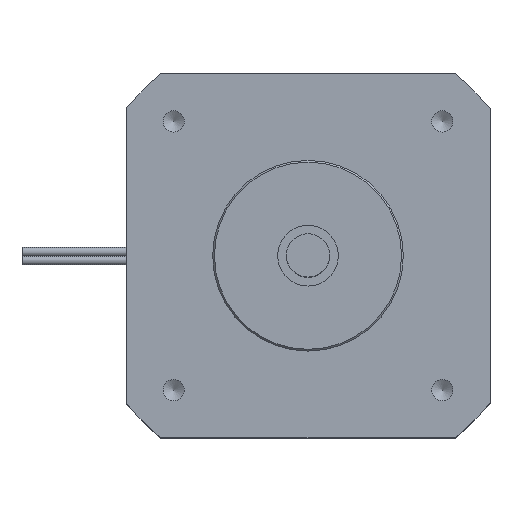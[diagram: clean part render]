
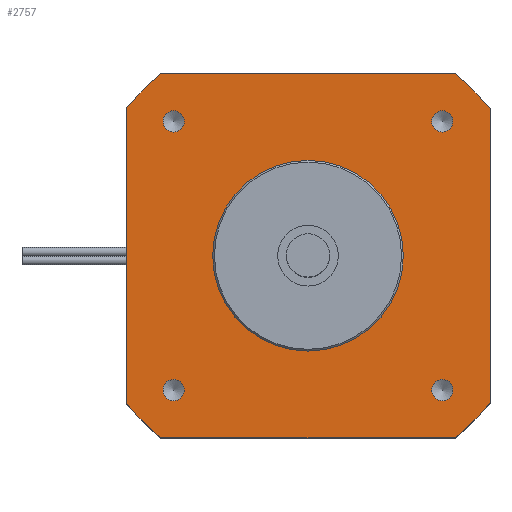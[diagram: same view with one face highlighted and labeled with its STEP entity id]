
A CAD part, top view. The second image highlights one B-rep face of the part: STEP entity #2757.
In plain terms, the highlighted planar face has unit normal (0, 0, 1).
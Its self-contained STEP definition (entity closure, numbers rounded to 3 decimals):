
#47=FACE_BOUND('',#478,.T.);
#48=FACE_BOUND('',#479,.T.);
#49=FACE_BOUND('',#480,.T.);
#50=FACE_BOUND('',#481,.T.);
#51=FACE_BOUND('',#482,.T.);
#154=PLANE('',#3004);
#275=FACE_OUTER_BOUND('',#477,.T.);
#477=EDGE_LOOP('',(#1952,#1953,#1954,#1955,#1956,#1957,#1958,#1959));
#478=EDGE_LOOP('',(#1960));
#479=EDGE_LOOP('',(#1961));
#480=EDGE_LOOP('',(#1962));
#481=EDGE_LOOP('',(#1963));
#482=EDGE_LOOP('',(#1964));
#728=LINE('',#4364,#886);
#738=LINE('',#4392,#896);
#741=LINE('',#4447,#899);
#744=LINE('',#4455,#902);
#886=VECTOR('',#3432,10.);
#896=VECTOR('',#3460,10.);
#899=VECTOR('',#3533,10.);
#902=VECTOR('',#3542,10.);
#1012=CIRCLE('',#2968,11.);
#1018=CIRCLE('',#2981,1.23);
#1020=CIRCLE('',#2985,1.23);
#1022=CIRCLE('',#2989,1.23);
#1024=CIRCLE('',#2993,1.23);
#1025=CIRCLE('',#2995,27.);
#1026=CIRCLE('',#2997,27.);
#1027=CIRCLE('',#3000,27.);
#1028=CIRCLE('',#3003,27.);
#1212=VERTEX_POINT('',#4361);
#1213=VERTEX_POINT('',#4363);
#1221=VERTEX_POINT('',#4389);
#1222=VERTEX_POINT('',#4391);
#1225=VERTEX_POINT('',#4400);
#1231=VERTEX_POINT('',#4419);
#1233=VERTEX_POINT('',#4425);
#1235=VERTEX_POINT('',#4431);
#1237=VERTEX_POINT('',#4437);
#1238=VERTEX_POINT('',#4442);
#1239=VERTEX_POINT('',#4446);
#1240=VERTEX_POINT('',#4450);
#1241=VERTEX_POINT('',#4454);
#1466=EDGE_CURVE('',#1212,#1213,#728,.T.);
#1480=EDGE_CURVE('',#1221,#1222,#738,.T.);
#1484=EDGE_CURVE('',#1225,#1225,#1012,.T.);
#1490=EDGE_CURVE('',#1231,#1231,#1018,.T.);
#1492=EDGE_CURVE('',#1233,#1233,#1020,.T.);
#1494=EDGE_CURVE('',#1235,#1235,#1022,.T.);
#1496=EDGE_CURVE('',#1237,#1237,#1024,.T.);
#1497=EDGE_CURVE('',#1222,#1212,#1025,.T.);
#1498=EDGE_CURVE('',#1213,#1238,#1026,.T.);
#1500=EDGE_CURVE('',#1238,#1239,#741,.T.);
#1502=EDGE_CURVE('',#1239,#1240,#1027,.T.);
#1504=EDGE_CURVE('',#1240,#1241,#744,.T.);
#1506=EDGE_CURVE('',#1241,#1221,#1028,.T.);
#1952=ORIENTED_EDGE('',*,*,#1480,.F.);
#1953=ORIENTED_EDGE('',*,*,#1506,.F.);
#1954=ORIENTED_EDGE('',*,*,#1504,.F.);
#1955=ORIENTED_EDGE('',*,*,#1502,.F.);
#1956=ORIENTED_EDGE('',*,*,#1500,.F.);
#1957=ORIENTED_EDGE('',*,*,#1498,.F.);
#1958=ORIENTED_EDGE('',*,*,#1466,.F.);
#1959=ORIENTED_EDGE('',*,*,#1497,.F.);
#1960=ORIENTED_EDGE('',*,*,#1490,.T.);
#1961=ORIENTED_EDGE('',*,*,#1492,.T.);
#1962=ORIENTED_EDGE('',*,*,#1494,.T.);
#1963=ORIENTED_EDGE('',*,*,#1496,.T.);
#1964=ORIENTED_EDGE('',*,*,#1484,.T.);
#2757=ADVANCED_FACE('',(#275,#47,#48,#49,#50,#51),#154,.T.);
#2968=AXIS2_PLACEMENT_3D('',#4401,#3470,#3471);
#2981=AXIS2_PLACEMENT_3D('',#4420,#3496,#3497);
#2985=AXIS2_PLACEMENT_3D('',#4426,#3504,#3505);
#2989=AXIS2_PLACEMENT_3D('',#4432,#3512,#3513);
#2993=AXIS2_PLACEMENT_3D('',#4438,#3520,#3521);
#2995=AXIS2_PLACEMENT_3D('',#4440,#3524,#3525);
#2997=AXIS2_PLACEMENT_3D('',#4443,#3528,#3529);
#3000=AXIS2_PLACEMENT_3D('',#4451,#3537,#3538);
#3003=AXIS2_PLACEMENT_3D('',#4458,#3546,#3547);
#3004=AXIS2_PLACEMENT_3D('',#4459,#3548,#3549);
#3432=DIRECTION('',(0.,-1.,0.));
#3460=DIRECTION('',(1.,0.,0.));
#3470=DIRECTION('center_axis',(0.,0.,-1.));
#3471=DIRECTION('ref_axis',(-1.,0.,0.));
#3496=DIRECTION('center_axis',(0.,0.,-1.));
#3497=DIRECTION('ref_axis',(1.,0.,0.));
#3504=DIRECTION('center_axis',(0.,0.,-1.));
#3505=DIRECTION('ref_axis',(1.,0.,0.));
#3512=DIRECTION('center_axis',(0.,0.,-1.));
#3513=DIRECTION('ref_axis',(1.,0.,0.));
#3520=DIRECTION('center_axis',(0.,0.,-1.));
#3521=DIRECTION('ref_axis',(1.,0.,0.));
#3524=DIRECTION('center_axis',(0.,0.,-1.));
#3525=DIRECTION('ref_axis',(0.778,0.629,0.));
#3528=DIRECTION('center_axis',(0.,0.,-1.));
#3529=DIRECTION('ref_axis',(0.629,-0.778,0.));
#3533=DIRECTION('',(-1.,0.,0.));
#3537=DIRECTION('center_axis',(0.,0.,-1.));
#3538=DIRECTION('ref_axis',(-0.778,-0.629,0.));
#3542=DIRECTION('',(0.,1.,0.));
#3546=DIRECTION('center_axis',(0.,0.,-1.));
#3547=DIRECTION('ref_axis',(-0.629,0.778,0.));
#3548=DIRECTION('center_axis',(0.,0.,1.));
#3549=DIRECTION('ref_axis',(1.,0.,0.));
#4361=CARTESIAN_POINT('',(21.,16.971,16.35));
#4363=CARTESIAN_POINT('',(21.,-16.971,16.35));
#4364=CARTESIAN_POINT('',(21.,-16.971,16.35));
#4389=CARTESIAN_POINT('',(-16.971,21.,16.35));
#4391=CARTESIAN_POINT('',(16.971,21.,16.35));
#4392=CARTESIAN_POINT('',(16.971,21.,16.35));
#4400=CARTESIAN_POINT('',(11.,0.,16.35));
#4401=CARTESIAN_POINT('Origin',(0.,0.,
16.35));
#4419=CARTESIAN_POINT('',(-16.73,-15.5,16.35));
#4420=CARTESIAN_POINT('Origin',(-15.5,-15.5,16.35));
#4425=CARTESIAN_POINT('',(14.271,-15.5,16.35));
#4426=CARTESIAN_POINT('Origin',(15.5,-15.5,16.35));
#4431=CARTESIAN_POINT('',(-16.73,15.5,16.35));
#4432=CARTESIAN_POINT('Origin',(-15.5,15.5,16.35));
#4437=CARTESIAN_POINT('',(14.271,15.5,16.35));
#4438=CARTESIAN_POINT('Origin',(15.5,15.5,16.35));
#4440=CARTESIAN_POINT('Origin',(0.,0.,
16.35));
#4442=CARTESIAN_POINT('',(16.971,-21.,16.35));
#4443=CARTESIAN_POINT('Origin',(0.,0.,
16.35));
#4446=CARTESIAN_POINT('',(-16.971,-21.,16.35));
#4447=CARTESIAN_POINT('',(-16.971,-21.,16.35));
#4450=CARTESIAN_POINT('',(-21.,-16.971,16.35));
#4451=CARTESIAN_POINT('Origin',(0.,0.,
16.35));
#4454=CARTESIAN_POINT('',(-21.,16.971,16.35));
#4455=CARTESIAN_POINT('',(-21.,16.971,16.35));
#4458=CARTESIAN_POINT('Origin',(0.,0.,
16.35));
#4459=CARTESIAN_POINT('Origin',(0.,0.,
16.35));
